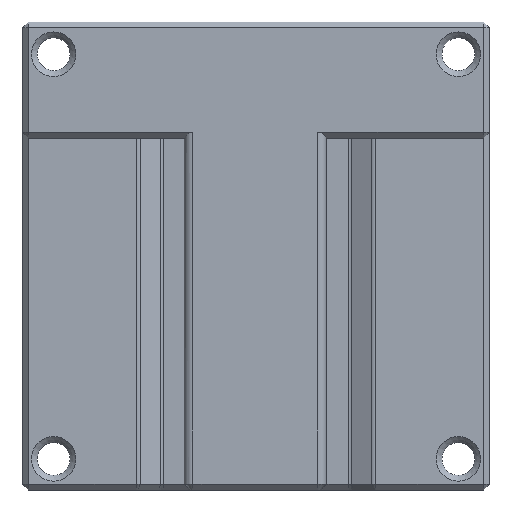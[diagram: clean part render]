
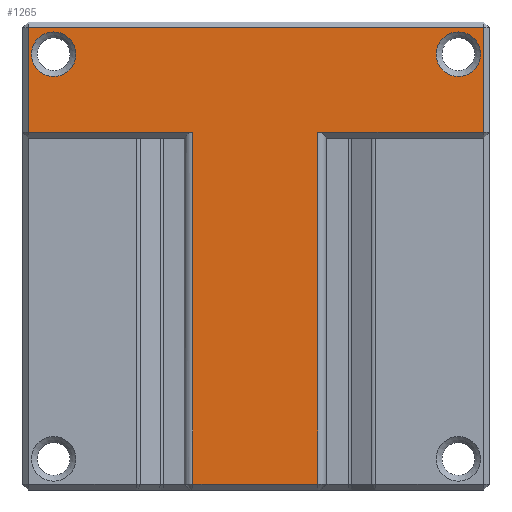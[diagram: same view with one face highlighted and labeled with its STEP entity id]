
A CAD part, left-side view. The second image highlights one B-rep face of the part: STEP entity #1265.
In plain terms, the highlighted planar face has unit normal (-1, 0, 0).
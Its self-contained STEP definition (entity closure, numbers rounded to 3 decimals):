
#28=FACE_BOUND('',#217,.T.);
#29=FACE_BOUND('',#218,.T.);
#75=PLANE('',#1382);
#135=FACE_OUTER_BOUND('',#216,.T.);
#216=EDGE_LOOP('',(#1028,#1029,#1030,#1031,#1032,#1033,#1034,#1035));
#217=EDGE_LOOP('',(#1036));
#218=EDGE_LOOP('',(#1037));
#278=CIRCLE('',#1383,1.9);
#279=CIRCLE('',#1384,1.9);
#337=LINE('',#1916,#473);
#340=LINE('',#1920,#476);
#346=LINE('',#1931,#482);
#360=LINE('',#1958,#496);
#372=LINE('',#1980,#508);
#388=LINE('',#2027,#524);
#402=LINE('',#2071,#538);
#403=LINE('',#2072,#539);
#473=VECTOR('',#1513,10.);
#476=VECTOR('',#1518,10.);
#482=VECTOR('',#1530,10.);
#496=VECTOR('',#1562,10.);
#508=VECTOR('',#1586,10.);
#524=VECTOR('',#1636,10.);
#538=VECTOR('',#1682,10.);
#539=VECTOR('',#1683,10.);
#584=VERTEX_POINT('',#1855);
#594=VERTEX_POINT('',#1881);
#603=VERTEX_POINT('',#1902);
#606=VERTEX_POINT('',#1909);
#608=VERTEX_POINT('',#1914);
#617=VERTEX_POINT('',#1976);
#630=VERTEX_POINT('',#2016);
#632=VERTEX_POINT('',#2025);
#647=VERTEX_POINT('',#2073);
#648=VERTEX_POINT('',#2075);
#712=EDGE_CURVE('',#608,#606,#337,.T.);
#715=EDGE_CURVE('',#606,#603,#340,.T.);
#721=EDGE_CURVE('',#603,#594,#346,.T.);
#737=EDGE_CURVE('',#594,#584,#360,.T.);
#750=EDGE_CURVE('',#584,#617,#372,.T.);
#774=EDGE_CURVE('',#632,#630,#388,.T.);
#797=EDGE_CURVE('',#617,#632,#402,.T.);
#798=EDGE_CURVE('',#630,#608,#403,.T.);
#799=EDGE_CURVE('',#647,#647,#278,.T.);
#800=EDGE_CURVE('',#648,#648,#279,.T.);
#1028=ORIENTED_EDGE('',*,*,#797,.F.);
#1029=ORIENTED_EDGE('',*,*,#750,.F.);
#1030=ORIENTED_EDGE('',*,*,#737,.F.);
#1031=ORIENTED_EDGE('',*,*,#721,.F.);
#1032=ORIENTED_EDGE('',*,*,#715,.F.);
#1033=ORIENTED_EDGE('',*,*,#712,.F.);
#1034=ORIENTED_EDGE('',*,*,#798,.F.);
#1035=ORIENTED_EDGE('',*,*,#774,.F.);
#1036=ORIENTED_EDGE('',*,*,#799,.F.);
#1037=ORIENTED_EDGE('',*,*,#800,.F.);
#1265=ADVANCED_FACE('',(#135,#28,#29),#75,.T.);
#1382=AXIS2_PLACEMENT_3D('',#2070,#1680,#1681);
#1383=AXIS2_PLACEMENT_3D('',#2074,#1684,#1685);
#1384=AXIS2_PLACEMENT_3D('',#2076,#1686,#1687);
#1513=DIRECTION('',(0.,1.,0.));
#1518=DIRECTION('',(0.,0.,1.));
#1530=DIRECTION('',(0.,-1.,0.));
#1562=DIRECTION('',(0.,0.,-1.));
#1586=DIRECTION('',(0.,1.,0.));
#1636=DIRECTION('',(0.,1.,0.));
#1680=DIRECTION('center_axis',(-1.,0.,0.));
#1681=DIRECTION('ref_axis',(0.,-1.,0.));
#1682=DIRECTION('',(0.,0.,-1.));
#1683=DIRECTION('',(0.,0.,1.));
#1684=DIRECTION('center_axis',(-1.,0.,0.));
#1685=DIRECTION('ref_axis',(0.,0.,-1.));
#1686=DIRECTION('center_axis',(-1.,0.,0.));
#1687=DIRECTION('ref_axis',(0.,0.,-1.));
#1855=CARTESIAN_POINT('',(31.6,-25.37,35.6));
#1881=CARTESIAN_POINT('',(31.6,-25.37,44.5));
#1902=CARTESIAN_POINT('',(31.6,13.43,44.5));
#1909=CARTESIAN_POINT('',(31.6,13.43,35.6));
#1914=CARTESIAN_POINT('',(31.6,-0.595,35.6));
#1916=CARTESIAN_POINT('',(31.6,3.646,35.6));
#1920=CARTESIAN_POINT('',(31.6,13.43,5.));
#1931=CARTESIAN_POINT('',(31.6,-2.604,44.5));
#1958=CARTESIAN_POINT('',(31.6,-25.37,5.));
#1976=CARTESIAN_POINT('',(31.6,-11.23,35.6));
#1980=CARTESIAN_POINT('',(31.6,3.646,35.6));
#2016=CARTESIAN_POINT('',(31.6,-0.595,5.6));
#2025=CARTESIAN_POINT('',(31.6,-11.23,5.6));
#2027=CARTESIAN_POINT('',(31.6,-2.604,5.6));
#2070=CARTESIAN_POINT('Origin',(31.6,0.762,5.));
#2071=CARTESIAN_POINT('',(31.6,-11.23,5.));
#2072=CARTESIAN_POINT('',(31.6,-0.595,5.));
#2073=CARTESIAN_POINT('',(31.6,11.28,44.15));
#2074=CARTESIAN_POINT('Origin',(31.6,11.28,42.25));
#2075=CARTESIAN_POINT('',(31.6,-23.22,44.15));
#2076=CARTESIAN_POINT('Origin',(31.6,-23.22,42.25));
